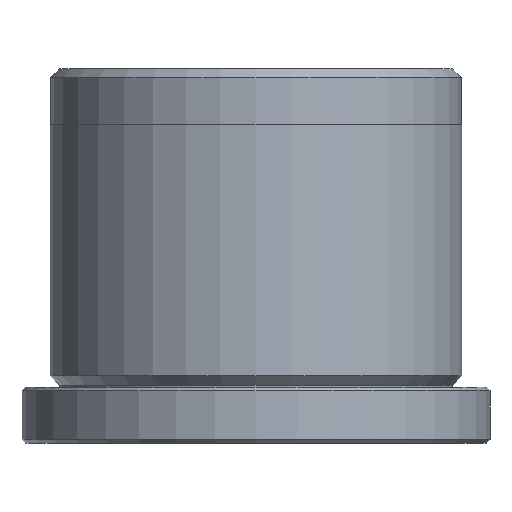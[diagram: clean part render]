
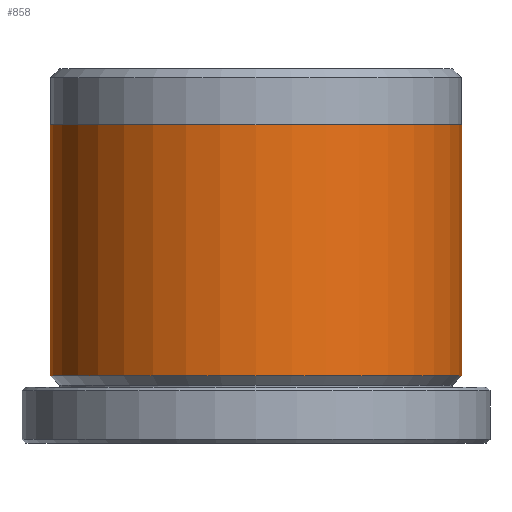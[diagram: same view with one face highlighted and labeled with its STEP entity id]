
A CAD part, front view. The second image highlights one B-rep face of the part: STEP entity #858.
In plain terms, the highlighted cylindrical face has radius 11 mm (diameter 22 mm), a partial arc.
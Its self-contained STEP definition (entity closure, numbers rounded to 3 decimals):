
#75 = EDGE_CURVE ( 'NONE', #753, #1092, #278, .T. ) ;
#112 = CARTESIAN_POINT ( 'NONE',  ( -11., 0., 20. ) ) ;
#140 = CARTESIAN_POINT ( 'NONE',  ( 11., 0., 17. ) ) ;
#155 = EDGE_CURVE ( 'NONE', #727, #1183, #1221, .T. ) ;
#244 = EDGE_CURVE ( 'NONE', #1183, #1092, #598, .T. ) ;
#260 = VECTOR ( 'NONE', #1086, 1000. ) ;
#269 = CARTESIAN_POINT ( 'NONE',  ( 11., 0., 3.6 ) ) ;
#277 = ORIENTED_EDGE ( 'NONE', *, *, #244, .T. ) ;
#278 = CIRCLE ( 'NONE', #844, 11. ) ;
#324 = EDGE_CURVE ( 'NONE', #727, #753, #1527, .T. ) ;
#400 = DIRECTION ( 'NONE',  ( 0., 0., -1. ) ) ;
#406 = DIRECTION ( 'NONE',  ( -1., 0., 0. ) ) ;
#533 = CYLINDRICAL_SURFACE ( 'NONE', #1364, 11. ) ;
#578 = FACE_OUTER_BOUND ( 'NONE', #1341, .T. ) ;
#598 = LINE ( 'NONE', #112, #260 ) ;
#663 = CARTESIAN_POINT ( 'NONE',  ( 0., 0., 20. ) ) ;
#727 = VERTEX_POINT ( 'NONE', #140 ) ;
#753 = VERTEX_POINT ( 'NONE', #269 ) ;
#760 = DIRECTION ( 'NONE',  ( 0., 0., -1. ) ) ;
#761 = DIRECTION ( 'NONE',  ( -1., 0., 0. ) ) ;
#844 = AXIS2_PLACEMENT_3D ( 'NONE', #930, #923, #908 ) ;
#858 = ADVANCED_FACE ( 'NONE', ( #578 ), #533, .T. ) ;
#898 = DIRECTION ( 'NONE',  ( 0., 0., -1. ) ) ;
#908 = DIRECTION ( 'NONE',  ( -1., 0., 0. ) ) ;
#918 = ORIENTED_EDGE ( 'NONE', *, *, #324, .F. ) ;
#923 = DIRECTION ( 'NONE',  ( 0., 0., -1. ) ) ;
#930 = CARTESIAN_POINT ( 'NONE',  ( 0., 0., 3.6 ) ) ;
#1009 = CARTESIAN_POINT ( 'NONE',  ( 0., 0., 17. ) ) ;
#1086 = DIRECTION ( 'NONE',  ( 0., 0., -1. ) ) ;
#1092 = VERTEX_POINT ( 'NONE', #1242 ) ;
#1183 = VERTEX_POINT ( 'NONE', #1319 ) ;
#1221 = CIRCLE ( 'NONE', #1613, 11. ) ;
#1242 = CARTESIAN_POINT ( 'NONE',  ( -11., 0., 3.6 ) ) ;
#1266 = ORIENTED_EDGE ( 'NONE', *, *, #155, .T. ) ;
#1289 = CARTESIAN_POINT ( 'NONE',  ( 11., 0., 20. ) ) ;
#1319 = CARTESIAN_POINT ( 'NONE',  ( -11., 0., 17. ) ) ;
#1341 = EDGE_LOOP ( 'NONE', ( #918, #1266, #277, #1626 ) ) ;
#1364 = AXIS2_PLACEMENT_3D ( 'NONE', #663, #400, #406 ) ;
#1493 = VECTOR ( 'NONE', #760, 1000. ) ;
#1527 = LINE ( 'NONE', #1289, #1493 ) ;
#1613 = AXIS2_PLACEMENT_3D ( 'NONE', #1009, #898, #761 ) ;
#1626 = ORIENTED_EDGE ( 'NONE', *, *, #75, .F. ) ;
